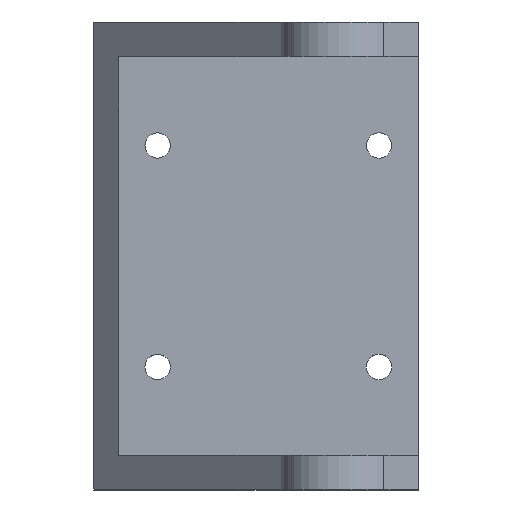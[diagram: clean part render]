
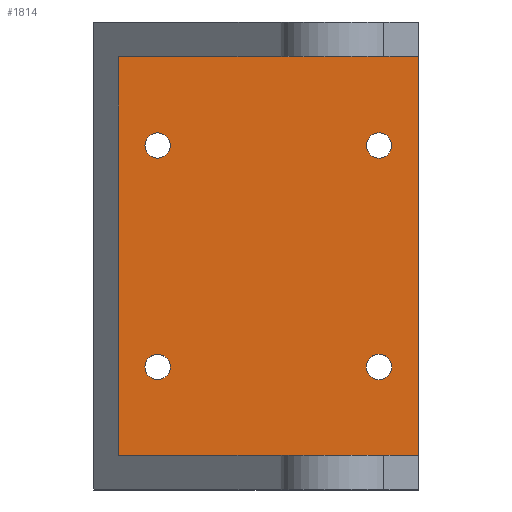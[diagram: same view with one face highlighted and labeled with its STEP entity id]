
A CAD part, top view. The second image highlights one B-rep face of the part: STEP entity #1814.
In plain terms, the highlighted planar face has unit normal (0, 0, 1).
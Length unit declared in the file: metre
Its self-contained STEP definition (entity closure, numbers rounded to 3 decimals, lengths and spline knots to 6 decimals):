
#142=CIRCLE('',#2000,0.002575);
#143=CIRCLE('',#2002,0.002575);
#144=CIRCLE('',#2004,0.002575);
#145=CIRCLE('',#2006,0.002575);
#346=ORIENTED_EDGE('',*,*,#827,.T.);
#347=ORIENTED_EDGE('',*,*,#871,.T.);
#348=ORIENTED_EDGE('',*,*,#788,.T.);
#349=ORIENTED_EDGE('',*,*,#872,.T.);
#350=ORIENTED_EDGE('',*,*,#858,.F.);
#351=ORIENTED_EDGE('',*,*,#873,.T.);
#352=ORIENTED_EDGE('',*,*,#782,.T.);
#353=ORIENTED_EDGE('',*,*,#692,.T.);
#354=ORIENTED_EDGE('',*,*,#749,.F.);
#355=ORIENTED_EDGE('',*,*,#874,.T.);
#356=ORIENTED_EDGE('',*,*,#732,.F.);
#357=ORIENTED_EDGE('',*,*,#875,.T.);
#358=ORIENTED_EDGE('',*,*,#743,.F.);
#359=ORIENTED_EDGE('',*,*,#876,.T.);
#360=ORIENTED_EDGE('',*,*,#706,.T.);
#361=ORIENTED_EDGE('',*,*,#877,.T.);
#362=ORIENTED_EDGE('',*,*,#754,.F.);
#363=ORIENTED_EDGE('',*,*,#878,.F.);
#364=ORIENTED_EDGE('',*,*,#794,.T.);
#365=ORIENTED_EDGE('',*,*,#879,.T.);
#366=ORIENTED_EDGE('',*,*,#869,.F.);
#367=ORIENTED_EDGE('',*,*,#870,.T.);
#368=ORIENTED_EDGE('',*,*,#868,.T.);
#369=ORIENTED_EDGE('',*,*,#867,.F.);
#692=EDGE_CURVE('',#961,#960,#1144,.T.);
#706=EDGE_CURVE('',#974,#975,#1152,.T.);
#732=EDGE_CURVE('',#999,#1000,#1166,.T.);
#743=EDGE_CURVE('',#1010,#1011,#1171,.T.);
#749=EDGE_CURVE('',#1016,#960,#1174,.T.);
#754=EDGE_CURVE('',#1020,#1021,#1178,.T.);
#782=EDGE_CURVE('',#1048,#961,#1193,.T.);
#788=EDGE_CURVE('',#1054,#1053,#1196,.T.);
#794=EDGE_CURVE('',#1045,#1059,#1199,.T.);
#827=EDGE_CURVE('',#1092,#1091,#1217,.T.);
#858=EDGE_CURVE('',#1122,#1123,#1232,.T.);
#867=EDGE_CURVE('',#1130,#1130,#142,.T.);
#868=EDGE_CURVE('',#1131,#1131,#143,.T.);
#869=EDGE_CURVE('',#1132,#1132,#144,.T.);
#870=EDGE_CURVE('',#1133,#1133,#145,.T.);
#871=EDGE_CURVE('',#1091,#1054,#1235,.T.);
#872=EDGE_CURVE('',#1053,#1123,#1236,.F.);
#873=EDGE_CURVE('',#1122,#1048,#1237,.T.);
#874=EDGE_CURVE('',#1016,#1000,#1238,.T.);
#875=EDGE_CURVE('',#999,#1011,#1239,.F.);
#876=EDGE_CURVE('',#1010,#974,#1240,.T.);
#877=EDGE_CURVE('',#975,#1021,#1241,.F.);
#878=EDGE_CURVE('',#1045,#1020,#1242,.T.);
#879=EDGE_CURVE('',#1059,#1092,#1243,.F.);
#960=VERTEX_POINT('',#2653);
#961=VERTEX_POINT('',#2655);
#974=VERTEX_POINT('',#2683);
#975=VERTEX_POINT('',#2684);
#999=VERTEX_POINT('',#2733);
#1000=VERTEX_POINT('',#2735);
#1010=VERTEX_POINT('',#2757);
#1011=VERTEX_POINT('',#2758);
#1016=VERTEX_POINT('',#2768);
#1020=VERTEX_POINT('',#2777);
#1021=VERTEX_POINT('',#2779);
#1045=VERTEX_POINT('',#2828);
#1048=VERTEX_POINT('',#2835);
#1053=VERTEX_POINT('',#2845);
#1054=VERTEX_POINT('',#2847);
#1059=VERTEX_POINT('',#2857);
#1091=VERTEX_POINT('',#2923);
#1092=VERTEX_POINT('',#2925);
#1122=VERTEX_POINT('',#2985);
#1123=VERTEX_POINT('',#2987);
#1130=VERTEX_POINT('',#3005);
#1131=VERTEX_POINT('',#3008);
#1132=VERTEX_POINT('',#3011);
#1133=VERTEX_POINT('',#3014);
#1144=LINE('',#2654,#1320);
#1152=LINE('',#2682,#1328);
#1166=LINE('',#2734,#1342);
#1171=LINE('',#2756,#1347);
#1174=LINE('',#2769,#1350);
#1178=LINE('',#2778,#1354);
#1193=LINE('',#2834,#1369);
#1196=LINE('',#2846,#1372);
#1199=LINE('',#2858,#1375);
#1217=LINE('',#2924,#1393);
#1232=LINE('',#2986,#1408);
#1235=LINE('',#3016,#1411);
#1236=LINE('',#3017,#1412);
#1237=LINE('',#3018,#1413);
#1238=LINE('',#3019,#1414);
#1239=LINE('',#3020,#1415);
#1240=LINE('',#3021,#1416);
#1241=LINE('',#3022,#1417);
#1242=LINE('',#3023,#1418);
#1243=LINE('',#3024,#1419);
#1320=VECTOR('',#2103,1.);
#1328=VECTOR('',#2125,1.);
#1342=VECTOR('',#2163,1.);
#1347=VECTOR('',#2182,1.);
#1350=VECTOR('',#2191,1.);
#1354=VECTOR('',#2197,1.);
#1369=VECTOR('',#2240,1.);
#1372=VECTOR('',#2249,1.);
#1375=VECTOR('',#2258,1.);
#1393=VECTOR('',#2308,1.);
#1408=VECTOR('',#2355,1.);
#1411=VECTOR('',#2390,1.);
#1412=VECTOR('',#2391,1.);
#1413=VECTOR('',#2392,1.);
#1414=VECTOR('',#2393,1.);
#1415=VECTOR('',#2394,1.);
#1416=VECTOR('',#2395,1.);
#1417=VECTOR('',#2396,1.);
#1418=VECTOR('',#2397,1.);
#1419=VECTOR('',#2398,1.);
#1532=EDGE_LOOP('',(#346,#347,#348,#349,#350,#351,#352,#353,#354,#355,#356,
#357,#358,#359,#360,#361,#362,#363,#364,#365));
#1533=EDGE_LOOP('',(#366));
#1534=EDGE_LOOP('',(#367));
#1535=EDGE_LOOP('',(#368));
#1536=EDGE_LOOP('',(#369));
#1666=FACE_BOUND('',#1532,.T.);
#1667=FACE_BOUND('',#1533,.T.);
#1668=FACE_BOUND('',#1534,.T.);
#1669=FACE_BOUND('',#1535,.T.);
#1670=FACE_BOUND('',#1536,.T.);
#1764=PLANE('',#2007);
#1814=ADVANCED_FACE('',(#1666,#1667,#1668,#1669,#1670),#1764,.T.);
#2000=AXIS2_PLACEMENT_3D('',#3004,#2374,#2375);
#2002=AXIS2_PLACEMENT_3D('',#3007,#2378,#2379);
#2004=AXIS2_PLACEMENT_3D('',#3010,#2382,#2383);
#2006=AXIS2_PLACEMENT_3D('',#3013,#2386,#2387);
#2007=AXIS2_PLACEMENT_3D('',#3015,#2388,#2389);
#2103=DIRECTION('',(0.,1.,0.));
#2125=DIRECTION('',(-1.,0.,0.));
#2163=DIRECTION('',(1.,0.,0.));
#2182=DIRECTION('',(1.,0.,0.));
#2191=DIRECTION('',(1.,0.,0.));
#2197=DIRECTION('',(1.,0.,0.));
#2240=DIRECTION('',(1.,0.,0.));
#2249=DIRECTION('',(1.,0.,0.));
#2258=DIRECTION('',(1.,0.,0.));
#2308=DIRECTION('',(1.,0.,0.));
#2355=DIRECTION('',(-1.,0.,0.));
#2374=DIRECTION('',(0.,0.,1.));
#2375=DIRECTION('',(1.,0.,0.));
#2378=DIRECTION('',(0.,0.,-1.));
#2379=DIRECTION('',(1.,0.,0.));
#2382=DIRECTION('',(0.,0.,1.));
#2383=DIRECTION('',(1.,0.,0.));
#2386=DIRECTION('',(0.,0.,-1.));
#2387=DIRECTION('',(1.,0.,0.));
#2388=DIRECTION('',(0.,0.,1.));
#2389=DIRECTION('',(1.,0.,0.));
#2390=DIRECTION('',(0.,1.,0.));
#2391=DIRECTION('',(0.,1.,0.));
#2392=DIRECTION('',(0.,1.,0.));
#2393=DIRECTION('',(0.,1.,0.));
#2394=DIRECTION('',(0.,1.,0.));
#2395=DIRECTION('',(0.,1.,0.));
#2396=DIRECTION('',(0.,1.,0.));
#2397=DIRECTION('',(0.,1.,0.));
#2398=DIRECTION('',(0.,1.,0.));
#2653=CARTESIAN_POINT('',(0.0305,0.0405,0.005));
#2654=CARTESIAN_POINT('',(0.0305,0.,0.005));
#2655=CARTESIAN_POINT('',(0.0305,-0.0405,0.005));
#2682=CARTESIAN_POINT('',(-0.014685,0.0475,0.005));
#2683=CARTESIAN_POINT('',(-0.008485,0.0475,0.005));
#2684=CARTESIAN_POINT('',(-0.02082,0.0475,0.005));
#2733=CARTESIAN_POINT('',(0.008285,0.0475,0.005));
#2734=CARTESIAN_POINT('',(0.014485,0.0475,0.005));
#2735=CARTESIAN_POINT('',(0.02062,0.0475,0.005));
#2756=CARTESIAN_POINT('',(0.,0.0405,0.005));
#2757=CARTESIAN_POINT('',(-0.008485,0.0405,0.005));
#2758=CARTESIAN_POINT('',(0.008285,0.0405,0.005));
#2768=CARTESIAN_POINT('',(0.02062,0.0405,0.005));
#2769=CARTESIAN_POINT('',(0.,0.0405,0.005));
#2777=CARTESIAN_POINT('',(-0.030405,0.0405,0.005));
#2778=CARTESIAN_POINT('',(0.,0.0405,0.005));
#2779=CARTESIAN_POINT('',(-0.02082,0.0405,0.005));
#2828=CARTESIAN_POINT('',(-0.030405,-0.0405,0.005));
#2834=CARTESIAN_POINT('',(0.,-0.0405,0.005));
#2835=CARTESIAN_POINT('',(0.02062,-0.0405,0.005));
#2845=CARTESIAN_POINT('',(0.008285,-0.0405,0.005));
#2846=CARTESIAN_POINT('',(0.,-0.0405,0.005));
#2847=CARTESIAN_POINT('',(-0.008485,-0.0405,0.005));
#2857=CARTESIAN_POINT('',(-0.02082,-0.0405,0.005));
#2858=CARTESIAN_POINT('',(0.,-0.0405,0.005));
#2923=CARTESIAN_POINT('',(-0.008485,-0.0475,0.005));
#2924=CARTESIAN_POINT('',(0.,-0.0475,0.005));
#2925=CARTESIAN_POINT('',(-0.02082,-0.0475,0.005));
#2985=CARTESIAN_POINT('',(0.02062,-0.0475,0.005));
#2986=CARTESIAN_POINT('',(0.,-0.0475,0.005));
#2987=CARTESIAN_POINT('',(0.008285,-0.0475,0.005));
#3004=CARTESIAN_POINT('',(-0.0225,0.0225,0.005));
#3005=CARTESIAN_POINT('',(-0.019925,0.0225,0.005));
#3007=CARTESIAN_POINT('',(-0.0225,-0.0225,0.005));
#3008=CARTESIAN_POINT('',(-0.019925,-0.0225,0.005));
#3010=CARTESIAN_POINT('',(0.0225,-0.0225,0.005));
#3011=CARTESIAN_POINT('',(0.025075,-0.0225,0.005));
#3013=CARTESIAN_POINT('',(0.0225,0.0225,0.005));
#3014=CARTESIAN_POINT('',(0.025075,0.0225,0.005));
#3015=CARTESIAN_POINT('',(0.,0.,0.005));
#3016=CARTESIAN_POINT('',(-0.008485,0.,0.005));
#3017=CARTESIAN_POINT('',(0.008285,0.,0.005));
#3018=CARTESIAN_POINT('',(0.02062,0.,0.005));
#3019=CARTESIAN_POINT('',(0.02062,0.,0.005));
#3020=CARTESIAN_POINT('',(0.008285,0.,0.005));
#3021=CARTESIAN_POINT('',(-0.008485,0.,0.005));
#3022=CARTESIAN_POINT('',(-0.02082,0.,0.005));
#3023=CARTESIAN_POINT('',(-0.030405,0.,0.005));
#3024=CARTESIAN_POINT('',(-0.02082,0.,0.005));
